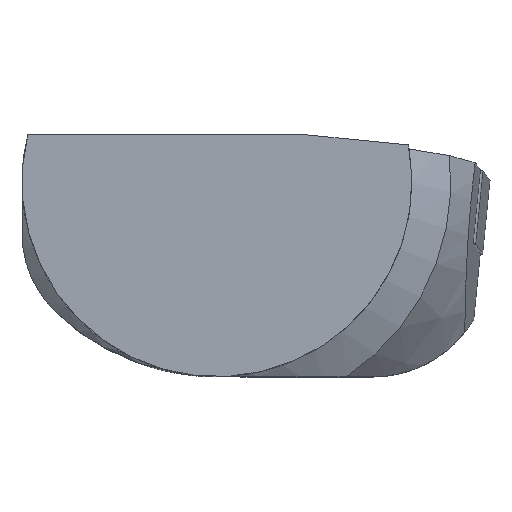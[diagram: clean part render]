
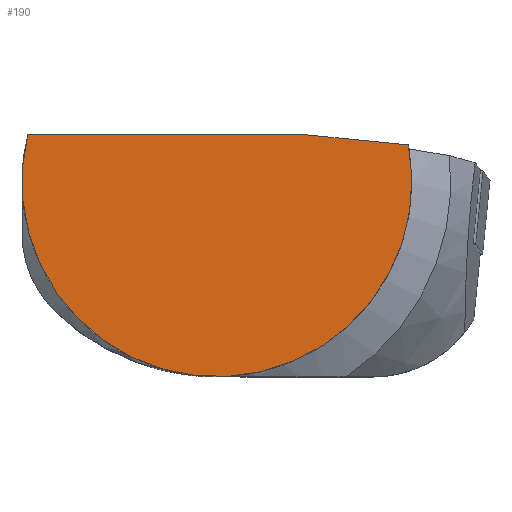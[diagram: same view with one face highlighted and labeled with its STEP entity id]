
A CAD part, top view. The second image highlights one B-rep face of the part: STEP entity #190.
In plain terms, the highlighted planar face has unit normal (0, 0, 1).
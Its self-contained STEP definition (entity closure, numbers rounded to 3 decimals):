
#190=ADVANCED_FACE('240[2]',(#498),#499,.F.);
#201=EDGE_CURVE('240[2]',#515,#516,#517,.T.);
#249=EDGE_CURVE('240[2]',#582,#515,#583,.T.);
#356=EDGE_CURVE('240[2]',#582,#516,#709,.T.);
#498=FACE_OUTER_BOUND('',#915,.T.);
#499=PLANE('',#916);
#515=VERTEX_POINT('',#947);
#516=VERTEX_POINT('',#948);
#517=CIRCLE('',#949,25.0);
#582=VERTEX_POINT('',#1042);
#583=LINE('',#1043,#1044);
#709=LINE('',#1264,#1265);
#915=EDGE_LOOP('',(#1434,#1435,#1436));
#916=AXIS2_PLACEMENT_3D('',#1437,#1438,#1439);
#947=CARTESIAN_POINT('',(24.551,4.719,0.0));
#948=CARTESIAN_POINT('',(-24.269,6.,0.));
#949=AXIS2_PLACEMENT_3D('',#1456,#1457,#1458);
#1042=CARTESIAN_POINT('',(11.656,6.,0.));
#1043=CARTESIAN_POINT('',(11.656,6.,0.));
#1044=VECTOR('',#1540,12.958);
#1264=CARTESIAN_POINT('',(11.656,6.,0.));
#1265=VECTOR('',#1717,35.926);
#1434=ORIENTED_EDGE('',*,*,#201,.F.);
#1435=ORIENTED_EDGE('',*,*,#249,.F.);
#1436=ORIENTED_EDGE('',*,*,#356,.T.);
#1437=CARTESIAN_POINT('',(0.,-9.5,0.));
#1438=DIRECTION('',(0.0,0.0,-1.0));
#1439=DIRECTION('',(0.,1.0,0.0));
#1456=CARTESIAN_POINT('',(0.,0.,0.0));
#1457=DIRECTION('',(0.0,-0.0,-1.0));
#1458=DIRECTION('',(1.0,0.,0.0));
#1540=DIRECTION('',(0.995,-0.099,0.));
#1717=DIRECTION('',(-1.0,0.,0.0));
